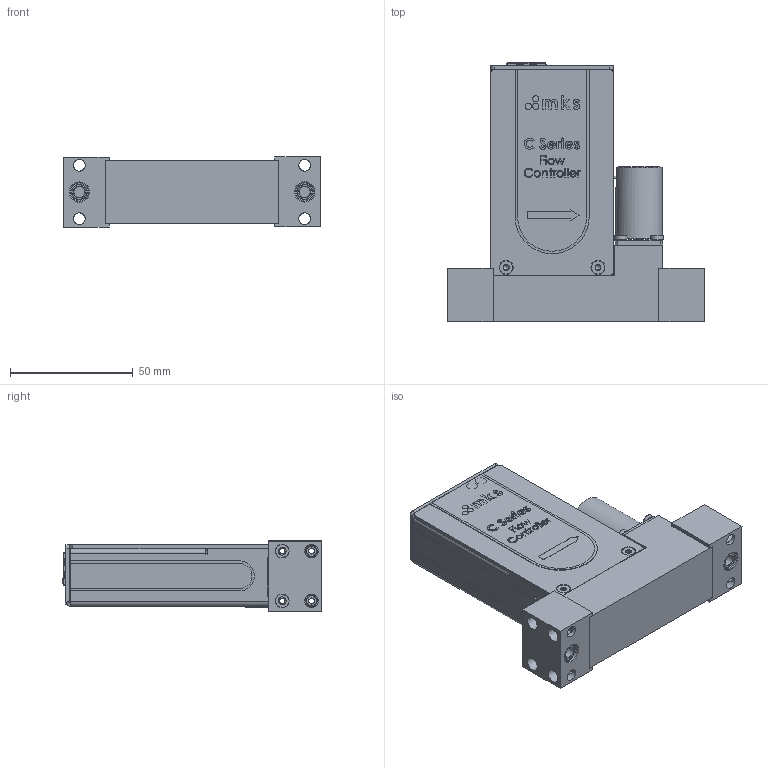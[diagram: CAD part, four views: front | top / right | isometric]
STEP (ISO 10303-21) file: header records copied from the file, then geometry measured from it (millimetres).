
FILE_DESCRIPTION (( 'STEP AP214' ), '1' );
FILE_NAME ('C-series_modbus_W-seal_MFC.STEP', '2019-02-06T18:33:08', ( '' ), ( '' ), 'SwSTEP 2.0', 'SolidWorks 2015', '' );
FILE_SCHEMA (( 'AUTOMOTIVE_DESIGN' ));
Length unit declared in the file: inch
Products named in the file (1): C-series_modbus_W-seal_MFC
Bounding box: 104.88 x 105.85 x 28.6 mm (x, y, z)
Surface area: 49707.5 mm2 (no closed solid volume)
Topology: 0 solids, 61 shells, 743 faces, 3711 edges, 2960 vertices
Faces by surface type: plane 419, cylinder 181, bspline 84, cone 47, torus 12
Full cylindrical faces by diameter (mm): 0.991 x2, 1.194 x3, 1.524 x2, 1.702 x1, 2 x2, 2.62 x1, 3.8 x1, 4.597 x2, 4.75 x4, 5 x4, 5.558 x8, 5.563 x1, 6.071 x1, 7.798 x2, 17 x1, 19 x1
Entity records: 56032 total; most frequent: CARTESIAN_POINT 19488, ORIENTED_EDGE 4907, DIRECTION 4731, EDGE_CURVE 3591, VERTEX_POINT 2922, VECTOR 2391, LINE 2391, AXIS2_PLACEMENT_3D 1170
